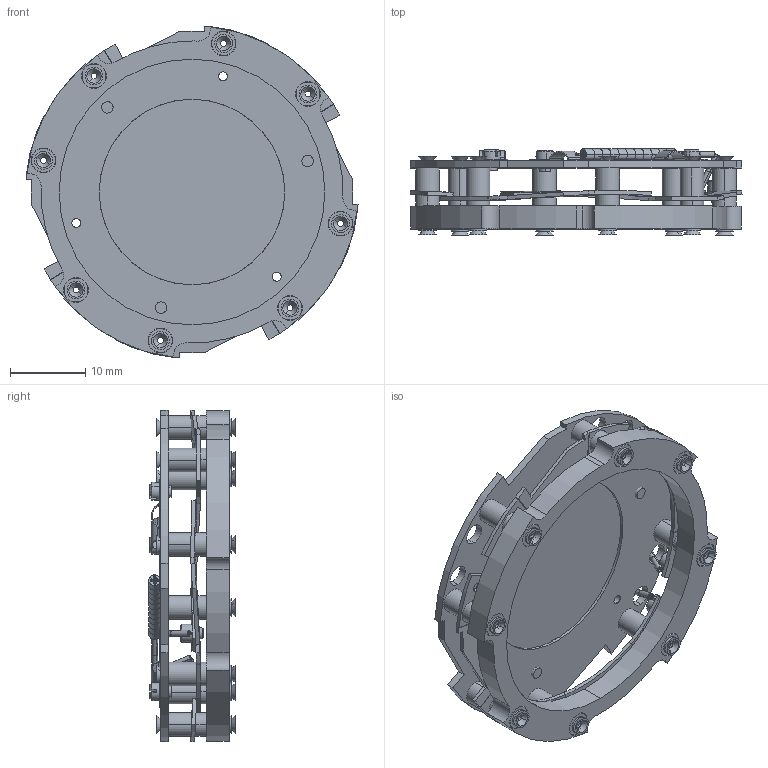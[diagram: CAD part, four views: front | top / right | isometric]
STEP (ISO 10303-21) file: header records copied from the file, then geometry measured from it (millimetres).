
FILE_DESCRIPTION (( 'STEP AP214' ), '1' );
FILE_NAME ('A50611NW-01, STLCP-TTC-1.74-1_LR_MOLY.STEP', '2020-05-08T16:10:16', ( '' ), ( '' ), 'SwSTEP 2.0', 'SolidWorks 2010', '' );
FILE_SCHEMA (( 'AUTOMOTIVE_DESIGN' ));
Length unit declared in the file: inch
Products named in the file (1): A50611NW-01, STLCP-TTC-1.74-1_LR_MOLY
Bounding box: 44.06 x 11.46 x 44.06 mm (x, y, z)
Surface area: 7342.2 mm2 (no closed solid volume)
Topology: 0 solids, 87 shells, 686 faces, 1824 edges, 1195 vertices
Faces by surface type: cylinder 374, plane 189, cone 87, torus 24, bspline 12
Entity records: 30597 total; most frequent: DIRECTION 4103, CARTESIAN_POINT 4034, ORIENTED_EDGE 3145, EDGE_CURVE 1816, AXIS2_PLACEMENT_3D 1696, VERTEX_POINT 1195, CIRCLE 1021, EDGE_LOOP 841
